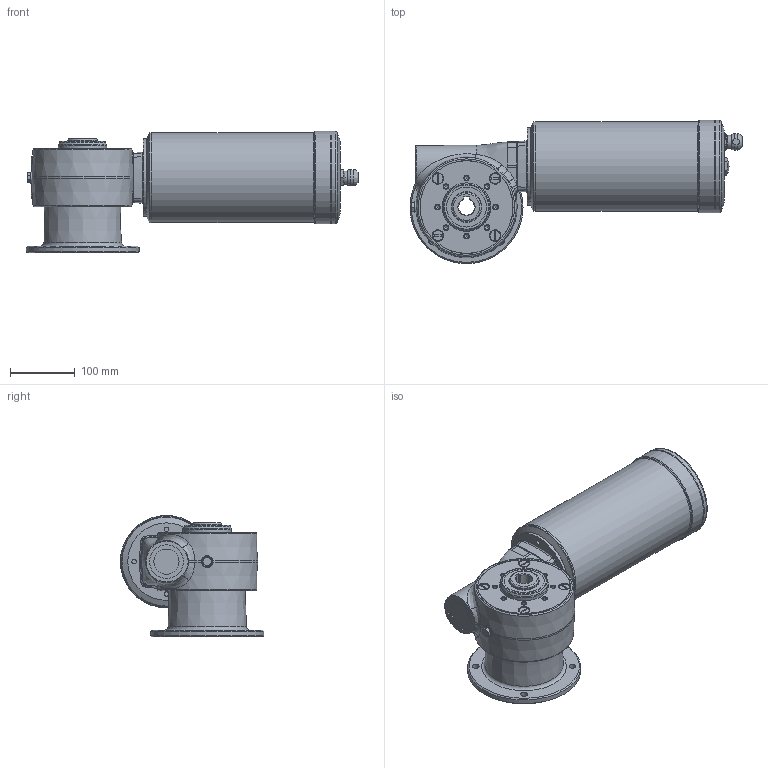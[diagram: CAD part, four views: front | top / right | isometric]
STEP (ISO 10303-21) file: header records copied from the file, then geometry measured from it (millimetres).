
FILE_DESCRIPTION( ( 'Unknown' ), '1' );
FILE_NAME( '1853183A3A4A9C3615FFFE5F6C340B9.3d.stp', 'Unknown', ( 'Unknown' ), ( 'Unknown' ), 'PSStep 10.1', 'Unknown', ' ' );
FILE_SCHEMA( ( 'AUTOMOTIVE_DESIGN { 1 0 10303 214 1 1 1 1 }' ) );
Length unit declared in the file: millimetre
Products named in the file (1): N638800
Bounding box: 514 x 222 x 187.5 mm (x, y, z)
Volume: 6988244.6 mm3; surface area: 379362.4 mm2
Topology: 1 solids, 24 shells, 590 faces, 1377 edges, 881 vertices
Faces by surface type: plane 217, cylinder 140, cone 127, bspline 60, torus 45, sphere 1
Full cylindrical faces by diameter (mm): 4.917 x9, 6.647 x20, 7 x5, 8 x8, 9 x8, 10.5 x4, 13 x8, 13.4 x1, 14 x4, 16.662 x1, 18 x1, 19 x1, 20 x1, 25 x1, 35 x1, 39 x1, 45 x2, 46 x2, 47 x1, 47.5 x2, 52 x1, 62 x2, 68 x1, 75 x3, 115 x1, 120 x1, 138.98 x1, 139 x2, 142.98 x2, 143 x3
Entity records: 26184 total; most frequent: CARTESIAN_POINT 10070, DIRECTION 2353, ORIENTED_EDGE 1984, AXIS2_PLACEMENT_3D 1035, EDGE_CURVE 992, EDGE_LOOP 898, VERTEX_POINT 759, FACE_OUTER_BOUND 719
